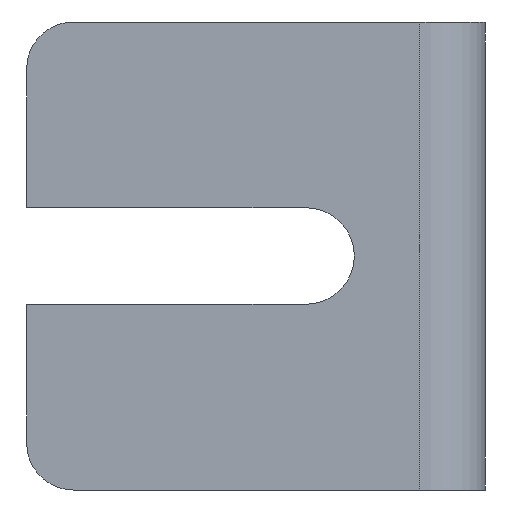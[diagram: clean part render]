
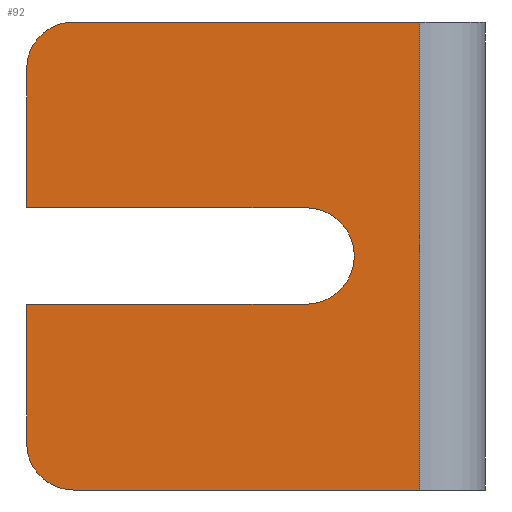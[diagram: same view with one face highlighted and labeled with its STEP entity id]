
A CAD part, left-side view. The second image highlights one B-rep face of the part: STEP entity #92.
In plain terms, the highlighted planar face has unit normal (-1, 0, 0).
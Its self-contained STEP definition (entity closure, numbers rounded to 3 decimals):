
#12 = DIRECTION ( 'NONE',  ( 0., -1., 0. ) ) ;
#13 = VECTOR ( 'NONE', #138, 1000. ) ;
#18 = CARTESIAN_POINT ( 'NONE',  ( 0., 7., -50. ) ) ;
#19 = EDGE_CURVE ( 'NONE', #512, #36, #606, .T. ) ;
#28 = CARTESIAN_POINT ( 'NONE',  ( 0., 19.15, -25. ) ) ;
#36 = VERTEX_POINT ( 'NONE', #237 ) ;
#37 = LINE ( 'NONE', #691, #435 ) ;
#44 = VERTEX_POINT ( 'NONE', #676 ) ;
#45 = CIRCLE ( 'NONE', #475, 5. ) ;
#61 = CIRCLE ( 'NONE', #520, 5. ) ;
#66 = ORIENTED_EDGE ( 'NONE', *, *, #436, .T. ) ;
#77 = CARTESIAN_POINT ( 'NONE',  ( 0., 0., -50. ) ) ;
#78 = DIRECTION ( 'NONE',  ( -1., 0., 0. ) ) ;
#92 = ADVANCED_FACE ( 'NONE', ( #183 ), #669, .T. ) ;
#98 = EDGE_CURVE ( 'NONE', #394, #100, #61, .T. ) ;
#100 = VERTEX_POINT ( 'NONE', #339 ) ;
#126 = EDGE_CURVE ( 'NONE', #207, #452, #37, .T. ) ;
#130 = LINE ( 'NONE', #195, #441 ) ;
#131 = DIRECTION ( 'NONE',  ( -1., 0., 0. ) ) ;
#138 = DIRECTION ( 'NONE',  ( 0., 0., 1. ) ) ;
#183 = FACE_OUTER_BOUND ( 'NONE', #261, .T. ) ;
#184 = EDGE_CURVE ( 'NONE', #434, #44, #130, .T. ) ;
#188 = ORIENTED_EDGE ( 'NONE', *, *, #393, .F. ) ;
#195 = CARTESIAN_POINT ( 'NONE',  ( 0., 0., -30.15 ) ) ;
#207 = VERTEX_POINT ( 'NONE', #255 ) ;
#212 = ORIENTED_EDGE ( 'NONE', *, *, #126, .F. ) ;
#214 = DIRECTION ( 'NONE',  ( 0., -1., 0. ) ) ;
#223 = EDGE_CURVE ( 'NONE', #501, #524, #45, .T. ) ;
#231 = DIRECTION ( 'NONE',  ( 0., 0., 1. ) ) ;
#236 = ORIENTED_EDGE ( 'NONE', *, *, #671, .F. ) ;
#237 = CARTESIAN_POINT ( 'NONE',  ( 0., 7., 0. ) ) ;
#255 = CARTESIAN_POINT ( 'NONE',  ( 0., 19.15, -19.85 ) ) ;
#261 = EDGE_LOOP ( 'NONE', ( #66, #641, #188, #664, #236, #212, #502, #443, #551, #348 ) ) ;
#266 = DIRECTION ( 'NONE',  ( 0., -1., 0. ) ) ;
#272 = CARTESIAN_POINT ( 'NONE',  ( 0., 49., -30.15 ) ) ;
#283 = AXIS2_PLACEMENT_3D ( 'NONE', #77, #131, #12 ) ;
#300 = CIRCLE ( 'NONE', #471, 5.15 ) ;
#304 = CARTESIAN_POINT ( 'NONE',  ( 0., 49., -50. ) ) ;
#321 = CARTESIAN_POINT ( 'NONE',  ( 0., 49., -50. ) ) ;
#322 = LINE ( 'NONE', #321, #629 ) ;
#339 = CARTESIAN_POINT ( 'NONE',  ( 0., 49., -5. ) ) ;
#348 = ORIENTED_EDGE ( 'NONE', *, *, #223, .T. ) ;
#354 = CARTESIAN_POINT ( 'NONE',  ( 0., 44., 0. ) ) ;
#363 = CARTESIAN_POINT ( 'NONE',  ( 0., 0., 0. ) ) ;
#368 = CARTESIAN_POINT ( 'NONE',  ( 0., 7., -50. ) ) ;
#376 = CARTESIAN_POINT ( 'NONE',  ( 0., 0., -50. ) ) ;
#393 = EDGE_CURVE ( 'NONE', #394, #36, #433, .T. ) ;
#394 = VERTEX_POINT ( 'NONE', #354 ) ;
#420 = LINE ( 'NONE', #376, #557 ) ;
#425 = CARTESIAN_POINT ( 'NONE',  ( 0., 49., -45. ) ) ;
#433 = LINE ( 'NONE', #363, #618 ) ;
#434 = VERTEX_POINT ( 'NONE', #272 ) ;
#435 = VECTOR ( 'NONE', #678, 1000. ) ;
#436 = EDGE_CURVE ( 'NONE', #524, #512, #420, .T. ) ;
#441 = VECTOR ( 'NONE', #455, 1000. ) ;
#443 = ORIENTED_EDGE ( 'NONE', *, *, #184, .F. ) ;
#444 = DIRECTION ( 'NONE',  ( 0., -1., 0. ) ) ;
#448 = DIRECTION ( 'NONE',  ( -1., 0., 0. ) ) ;
#452 = VERTEX_POINT ( 'NONE', #655 ) ;
#455 = DIRECTION ( 'NONE',  ( 0., -1., 0. ) ) ;
#471 = AXIS2_PLACEMENT_3D ( 'NONE', #28, #448, #633 ) ;
#474 = CARTESIAN_POINT ( 'NONE',  ( 0., 44., -50. ) ) ;
#475 = AXIS2_PLACEMENT_3D ( 'NONE', #523, #589, #266 ) ;
#490 = EDGE_CURVE ( 'NONE', #501, #434, #322, .T. ) ;
#501 = VERTEX_POINT ( 'NONE', #425 ) ;
#502 = ORIENTED_EDGE ( 'NONE', *, *, #668, .F. ) ;
#512 = VERTEX_POINT ( 'NONE', #368 ) ;
#520 = AXIS2_PLACEMENT_3D ( 'NONE', #688, #78, #444 ) ;
#523 = CARTESIAN_POINT ( 'NONE',  ( 0., 44., -45. ) ) ;
#524 = VERTEX_POINT ( 'NONE', #474 ) ;
#550 = DIRECTION ( 'NONE',  ( 0., -1., 0. ) ) ;
#551 = ORIENTED_EDGE ( 'NONE', *, *, #490, .F. ) ;
#557 = VECTOR ( 'NONE', #550, 1000. ) ;
#589 = DIRECTION ( 'NONE',  ( -1., 0., 0. ) ) ;
#594 = LINE ( 'NONE', #304, #13 ) ;
#606 = LINE ( 'NONE', #18, #700 ) ;
#618 = VECTOR ( 'NONE', #214, 1000. ) ;
#629 = VECTOR ( 'NONE', #231, 1000. ) ;
#633 = DIRECTION ( 'NONE',  ( 0., -1., 0. ) ) ;
#641 = ORIENTED_EDGE ( 'NONE', *, *, #19, .T. ) ;
#655 = CARTESIAN_POINT ( 'NONE',  ( 0., 49., -19.85 ) ) ;
#664 = ORIENTED_EDGE ( 'NONE', *, *, #98, .T. ) ;
#668 = EDGE_CURVE ( 'NONE', #44, #207, #300, .T. ) ;
#669 = PLANE ( 'NONE',  #283 ) ;
#670 = DIRECTION ( 'NONE',  ( 0., 0., 1. ) ) ;
#671 = EDGE_CURVE ( 'NONE', #452, #100, #594, .T. ) ;
#676 = CARTESIAN_POINT ( 'NONE',  ( 0., 19.15, -30.15 ) ) ;
#678 = DIRECTION ( 'NONE',  ( 0., 1., 0. ) ) ;
#688 = CARTESIAN_POINT ( 'NONE',  ( 0., 44., -5. ) ) ;
#691 = CARTESIAN_POINT ( 'NONE',  ( 0., 0., -19.85 ) ) ;
#700 = VECTOR ( 'NONE', #670, 1000. ) ;
